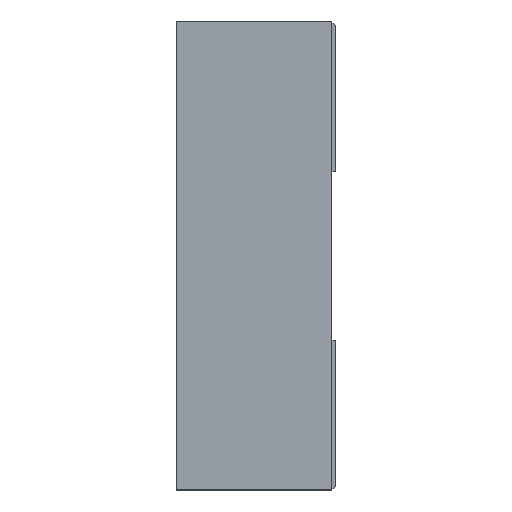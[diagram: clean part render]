
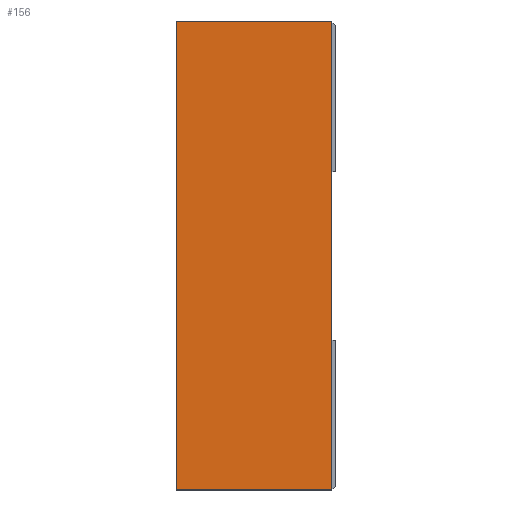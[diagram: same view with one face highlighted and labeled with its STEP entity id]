
A CAD part, left-side view. The second image highlights one B-rep face of the part: STEP entity #156.
In plain terms, the highlighted planar face has unit normal (-1, 0, 0).
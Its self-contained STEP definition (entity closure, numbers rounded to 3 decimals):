
#17 = DIRECTION ( 'NONE',  ( 0., -1., 0. ) ) ;
#48 = CARTESIAN_POINT ( 'NONE',  ( -1.6, 0.83, 1.25 ) ) ;
#75 = EDGE_CURVE ( 'NONE', #333, #278, #248, .T. ) ;
#95 = CARTESIAN_POINT ( 'NONE',  ( -1.6, 0., -1.25 ) ) ;
#98 = DIRECTION ( 'NONE',  ( 0., 0., 1. ) ) ;
#130 = VECTOR ( 'NONE', #17, 1000. ) ;
#133 = VECTOR ( 'NONE', #353, 1000. ) ;
#151 = CARTESIAN_POINT ( 'NONE',  ( -1.6, 0.83, 1.25 ) ) ;
#152 = LINE ( 'NONE', #182, #940 ) ;
#153 = VERTEX_POINT ( 'NONE', #911 ) ;
#154 = PLANE ( 'NONE',  #747 ) ;
#156 = ADVANCED_FACE ( 'NONE', ( #661 ), #154, .F. ) ;
#182 = CARTESIAN_POINT ( 'NONE',  ( -1.6, 0., 1.25 ) ) ;
#189 = EDGE_LOOP ( 'NONE', ( #684, #700, #379, #364 ) ) ;
#220 = CARTESIAN_POINT ( 'NONE',  ( -1.6, 0.83, 1.25 ) ) ;
#230 = CARTESIAN_POINT ( 'NONE',  ( -1.6, 0., 1.25 ) ) ;
#248 = LINE ( 'NONE', #151, #321 ) ;
#278 = VERTEX_POINT ( 'NONE', #230 ) ;
#321 = VECTOR ( 'NONE', #667, 1000. ) ;
#333 = VERTEX_POINT ( 'NONE', #48 ) ;
#341 = EDGE_CURVE ( 'NONE', #153, #333, #872, .T. ) ;
#353 = DIRECTION ( 'NONE',  ( 0., 0., 1. ) ) ;
#364 = ORIENTED_EDGE ( 'NONE', *, *, #391, .T. ) ;
#379 = ORIENTED_EDGE ( 'NONE', *, *, #341, .F. ) ;
#390 = DIRECTION ( 'NONE',  ( 0., 0., -1. ) ) ;
#391 = EDGE_CURVE ( 'NONE', #153, #779, #741, .T. ) ;
#620 = DIRECTION ( 'NONE',  ( 1., 0., 0. ) ) ;
#661 = FACE_OUTER_BOUND ( 'NONE', #189, .T. ) ;
#667 = DIRECTION ( 'NONE',  ( 0., -1., 0. ) ) ;
#684 = ORIENTED_EDGE ( 'NONE', *, *, #950, .T. ) ;
#700 = ORIENTED_EDGE ( 'NONE', *, *, #75, .F. ) ;
#741 = LINE ( 'NONE', #870, #130 ) ;
#747 = AXIS2_PLACEMENT_3D ( 'NONE', #220, #620, #390 ) ;
#779 = VERTEX_POINT ( 'NONE', #95 ) ;
#795 = CARTESIAN_POINT ( 'NONE',  ( -1.6, 0.83, 1.25 ) ) ;
#870 = CARTESIAN_POINT ( 'NONE',  ( -1.6, 0.83, -1.25 ) ) ;
#872 = LINE ( 'NONE', #795, #133 ) ;
#911 = CARTESIAN_POINT ( 'NONE',  ( -1.6, 0.83, -1.25 ) ) ;
#940 = VECTOR ( 'NONE', #98, 1000. ) ;
#950 = EDGE_CURVE ( 'NONE', #779, #278, #152, .T. ) ;
